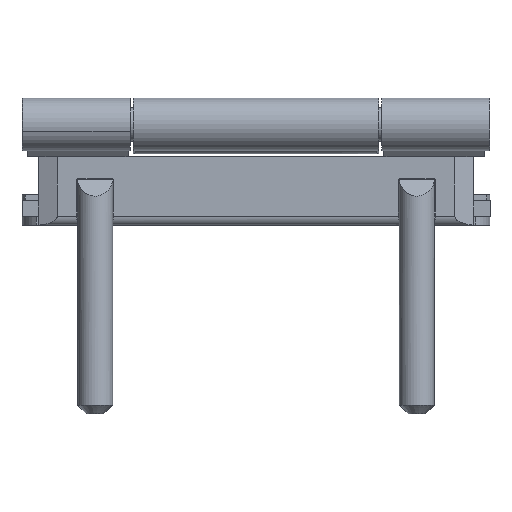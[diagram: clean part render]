
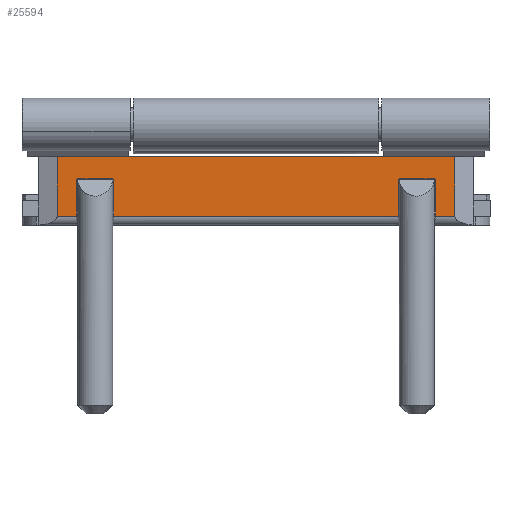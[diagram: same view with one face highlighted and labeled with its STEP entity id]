
A CAD part, front view. The second image highlights one B-rep face of the part: STEP entity #25594.
In plain terms, the highlighted face is planar.
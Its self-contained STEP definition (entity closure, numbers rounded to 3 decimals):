
#225 = ORIENTED_EDGE ( 'NONE', *, *, #31387, .F. ) ;
#1645 = DIRECTION ( 'NONE',  ( -1., 0., 0. ) ) ;
#2824 = VECTOR ( 'NONE', #29716, 1000. ) ;
#4709 = LINE ( 'NONE', #51896, #42522 ) ;
#4734 = DIRECTION ( 'NONE',  ( 0., 0., 1. ) ) ;
#8085 = EDGE_CURVE ( 'NONE', #43411, #35549, #4709, .T. ) ;
#8622 = EDGE_CURVE ( 'NONE', #31953, #21786, #49327, .T. ) ;
#8863 = DIRECTION ( 'NONE',  ( 0., -1., 0. ) ) ;
#9063 = DIRECTION ( 'NONE',  ( 0., -1., 0. ) ) ;
#9674 = LINE ( 'NONE', #43034, #39695 ) ;
#10914 = CARTESIAN_POINT ( 'NONE',  ( -30., -43.75, 23.5 ) ) ;
#13373 = VECTOR ( 'NONE', #44886, 1000. ) ;
#14405 = CARTESIAN_POINT ( 'NONE',  ( -30., -68.001, 23.5 ) ) ;
#15158 = CARTESIAN_POINT ( 'NONE',  ( -30., 80., 23.5 ) ) ;
#15350 = DIRECTION ( 'NONE',  ( 0., 0., 1. ) ) ;
#17542 = ORIENTED_EDGE ( 'NONE', *, *, #8085, .T. ) ;
#18292 = DIRECTION ( 'NONE',  ( 0., -1., 0. ) ) ;
#18528 = VERTEX_POINT ( 'NONE', #14405 ) ;
#18942 = ORIENTED_EDGE ( 'NONE', *, *, #37097, .F. ) ;
#20553 = CARTESIAN_POINT ( 'NONE',  ( -30., -68.001, 0. ) ) ;
#21786 = VERTEX_POINT ( 'NONE', #43102 ) ;
#24066 = EDGE_CURVE ( 'NONE', #18528, #35549, #46667, .T. ) ;
#25594 = ADVANCED_FACE ( 'NONE', ( #51373 ), #39432, .T. ) ;
#25828 = VECTOR ( 'NONE', #15350, 1000. ) ;
#27927 = CARTESIAN_POINT ( 'NONE',  ( -30., -68.001, 3.001 ) ) ;
#29024 = ORIENTED_EDGE ( 'NONE', *, *, #8622, .T. ) ;
#29716 = DIRECTION ( 'NONE',  ( 0., 0., -1. ) ) ;
#31387 = EDGE_CURVE ( 'NONE', #45863, #21786, #9674, .T. ) ;
#31953 = VERTEX_POINT ( 'NONE', #10914 ) ;
#35549 = VERTEX_POINT ( 'NONE', #27927 ) ;
#37097 = EDGE_CURVE ( 'NONE', #43411, #45863, #45618, .T. ) ;
#38577 = EDGE_CURVE ( 'NONE', #31953, #18528, #42423, .T. ) ;
#39432 = PLANE ( 'NONE',  #40189 ) ;
#39695 = VECTOR ( 'NONE', #18292, 1000. ) ;
#40189 = AXIS2_PLACEMENT_3D ( 'NONE', #43330, #1645, #4734 ) ;
#42423 = LINE ( 'NONE', #47128, #42746 ) ;
#42522 = VECTOR ( 'NONE', #8863, 1000. ) ;
#42746 = VECTOR ( 'NONE', #9063, 1000. ) ;
#43034 = CARTESIAN_POINT ( 'NONE',  ( -30., 80., 23.5 ) ) ;
#43102 = CARTESIAN_POINT ( 'NONE',  ( -30., 43.75, 23.5 ) ) ;
#43330 = CARTESIAN_POINT ( 'NONE',  ( -30., 80., 0. ) ) ;
#43411 = VERTEX_POINT ( 'NONE', #46814 ) ;
#44886 = DIRECTION ( 'NONE',  ( 0., 1., 0. ) ) ;
#45618 = LINE ( 'NONE', #53658, #25828 ) ;
#45863 = VERTEX_POINT ( 'NONE', #51394 ) ;
#45984 = EDGE_LOOP ( 'NONE', ( #46943, #52232, #29024, #225, #18942, #17542 ) ) ;
#46667 = LINE ( 'NONE', #20553, #2824 ) ;
#46814 = CARTESIAN_POINT ( 'NONE',  ( -30., 68.001, 3.001 ) ) ;
#46943 = ORIENTED_EDGE ( 'NONE', *, *, #24066, .F. ) ;
#47128 = CARTESIAN_POINT ( 'NONE',  ( -30., 80., 23.5 ) ) ;
#49327 = LINE ( 'NONE', #15158, #13373 ) ;
#51373 = FACE_OUTER_BOUND ( 'NONE', #45984, .T. ) ;
#51394 = CARTESIAN_POINT ( 'NONE',  ( -30., 68.001, 23.5 ) ) ;
#51896 = CARTESIAN_POINT ( 'NONE',  ( -30., 80., 3.001 ) ) ;
#52232 = ORIENTED_EDGE ( 'NONE', *, *, #38577, .F. ) ;
#53658 = CARTESIAN_POINT ( 'NONE',  ( -30., 68.001, 0. ) ) ;
